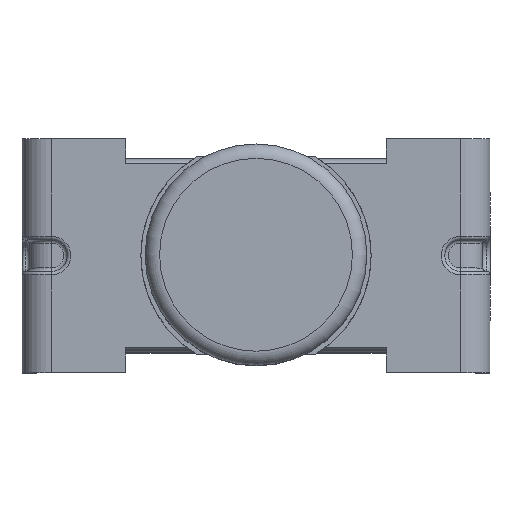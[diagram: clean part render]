
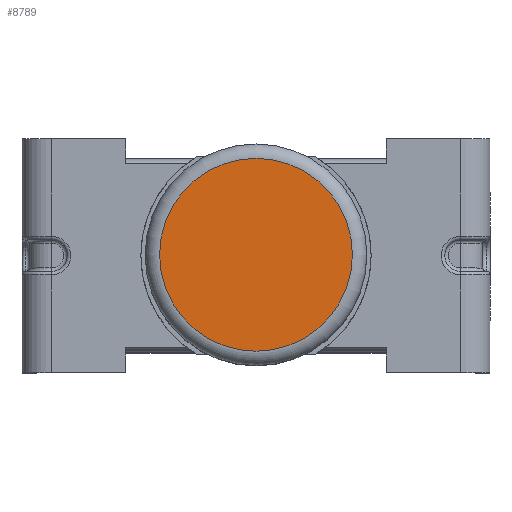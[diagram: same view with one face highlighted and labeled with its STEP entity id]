
A CAD part, top view. The second image highlights one B-rep face of the part: STEP entity #8789.
In plain terms, the highlighted planar face has unit normal (0, 0, 1).
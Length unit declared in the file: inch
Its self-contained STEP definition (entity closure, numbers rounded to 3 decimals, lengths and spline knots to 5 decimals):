
#2087=PLANE('',#9379);
#2394=FACE_OUTER_BOUND('',#2919,.T.);
#2919=EDGE_LOOP('',(#6258));
#3456=CIRCLE('',#9376,0.13189);
#3926=VERTEX_POINT('',#12930);
#4810=EDGE_CURVE('',#3926,#3926,#3456,.T.);
#6258=ORIENTED_EDGE('',*,*,#4810,.F.);
#8789=ADVANCED_FACE('',(#2394),#2087,.F.);
#9376=AXIS2_PLACEMENT_3D('',#12932,#10331,#10332);
#9379=AXIS2_PLACEMENT_3D('',#12937,#10338,#10339);
#10331=DIRECTION('center_axis',(0.,0.,
-1.));
#10332=DIRECTION('ref_axis',(1.,0.,0.));
#10338=DIRECTION('center_axis',(0.,0.,
-1.));
#10339=DIRECTION('ref_axis',(1.,0.,0.));
#12930=CARTESIAN_POINT('',(-0.13189,0.,1.03661));
#12932=CARTESIAN_POINT('Origin',(0.,0.,
1.03661));
#12937=CARTESIAN_POINT('Origin',(0.,0.,
1.03661));
